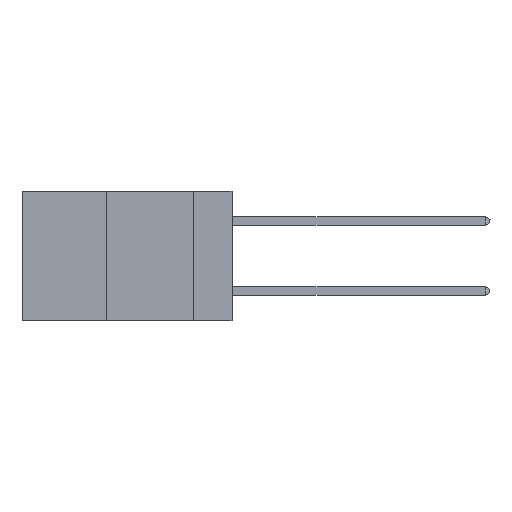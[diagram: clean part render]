
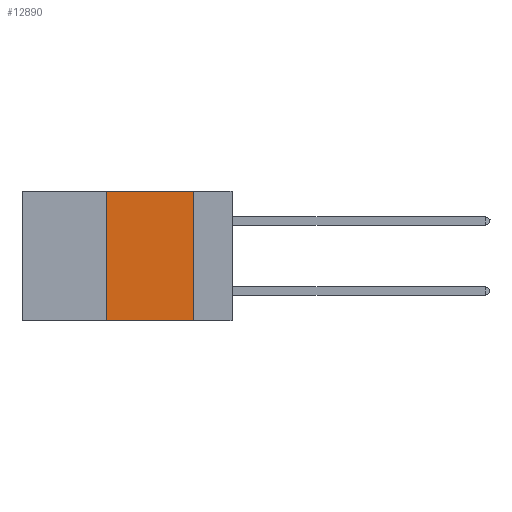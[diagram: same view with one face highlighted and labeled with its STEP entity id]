
A CAD part, left-side view. The second image highlights one B-rep face of the part: STEP entity #12890.
In plain terms, the highlighted planar face has unit normal (-1, 0, 0).
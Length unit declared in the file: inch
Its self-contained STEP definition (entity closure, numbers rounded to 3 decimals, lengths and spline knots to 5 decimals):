
#3284 = CARTESIAN_POINT ( 'NONE',  ( 0., 0.11, 0. ) ) ;
#3580 = CARTESIAN_POINT ( 'NONE',  ( 0., 0.11, -0.37 ) ) ;
#3639 = DIRECTION ( 'NONE',  ( 0., 0., -1. ) ) ;
#4345 = DIRECTION ( 'NONE',  ( 0., 0., 1. ) ) ;
#5255 = LINE ( 'NONE', #25572, #12322 ) ;
#5968 = EDGE_CURVE ( 'NONE', #42422, #36671, #15651, .T. ) ;
#6314 = ORIENTED_EDGE ( 'NONE', *, *, #20480, .F. ) ;
#6979 = ORIENTED_EDGE ( 'NONE', *, *, #5968, .F. ) ;
#9529 = VECTOR ( 'NONE', #16110, 39.37008 ) ;
#9845 = LINE ( 'NONE', #23639, #10328 ) ;
#10328 = VECTOR ( 'NONE', #37422, 39.37008 ) ;
#12322 = VECTOR ( 'NONE', #39356, 39.37008 ) ;
#12890 = ADVANCED_FACE ( 'NONE', ( #21464 ), #34809, .F. ) ;
#14961 = EDGE_LOOP ( 'NONE', ( #6979, #17760, #6314, #22985 ) ) ;
#15222 = CARTESIAN_POINT ( 'NONE',  ( 0., 0.36, -0.37 ) ) ;
#15651 = LINE ( 'NONE', #43666, #9529 ) ;
#16110 = DIRECTION ( 'NONE',  ( 0., 0., -1. ) ) ;
#17760 = ORIENTED_EDGE ( 'NONE', *, *, #37065, .F. ) ;
#20480 = EDGE_CURVE ( 'NONE', #27144, #25798, #24887, .T. ) ;
#21464 = FACE_OUTER_BOUND ( 'NONE', #14961, .T. ) ;
#22985 = ORIENTED_EDGE ( 'NONE', *, *, #32205, .T. ) ;
#23639 = CARTESIAN_POINT ( 'NONE',  ( 0., 0.6, 0. ) ) ;
#23865 = VECTOR ( 'NONE', #4345, 39.37008 ) ;
#24887 = LINE ( 'NONE', #38667, #23865 ) ;
#25537 = AXIS2_PLACEMENT_3D ( 'NONE', #28017, #41567, #3639 ) ;
#25572 = CARTESIAN_POINT ( 'NONE',  ( 0., 0.6, -0.37 ) ) ;
#25798 = VERTEX_POINT ( 'NONE', #39933 ) ;
#27144 = VERTEX_POINT ( 'NONE', #15222 ) ;
#28017 = CARTESIAN_POINT ( 'NONE',  ( 0., 0.6, 0. ) ) ;
#32205 = EDGE_CURVE ( 'NONE', #27144, #36671, #5255, .T. ) ;
#34809 = PLANE ( 'NONE',  #25537 ) ;
#36671 = VERTEX_POINT ( 'NONE', #3580 ) ;
#37065 = EDGE_CURVE ( 'NONE', #25798, #42422, #9845, .T. ) ;
#37422 = DIRECTION ( 'NONE',  ( 0., -1., 0. ) ) ;
#38667 = CARTESIAN_POINT ( 'NONE',  ( 0., 0.36, 0. ) ) ;
#39356 = DIRECTION ( 'NONE',  ( 0., -1., 0. ) ) ;
#39933 = CARTESIAN_POINT ( 'NONE',  ( 0., 0.36, 0. ) ) ;
#41567 = DIRECTION ( 'NONE',  ( 1., 0., 0. ) ) ;
#42422 = VERTEX_POINT ( 'NONE', #3284 ) ;
#43666 = CARTESIAN_POINT ( 'NONE',  ( 0., 0.11, 0. ) ) ;
